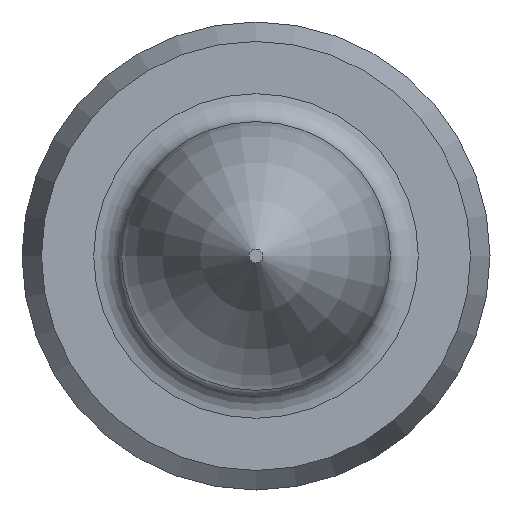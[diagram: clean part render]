
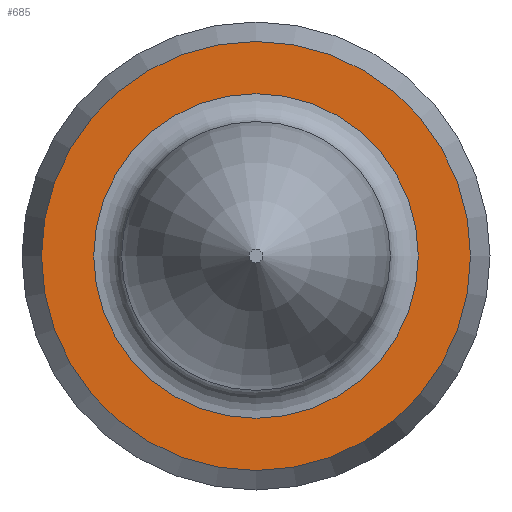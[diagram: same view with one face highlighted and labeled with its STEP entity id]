
A CAD part, left-side view. The second image highlights one B-rep face of the part: STEP entity #685.
In plain terms, the highlighted planar face has unit normal (-1, 0, 0).
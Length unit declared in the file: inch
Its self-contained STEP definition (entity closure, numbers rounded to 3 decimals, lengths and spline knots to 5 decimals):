
#2 = CARTESIAN_POINT ( 'NONE',  ( 0., 0.01165, 0. ) ) ;
#4 = ORIENTED_EDGE ( 'NONE', *, *, #601, .T. ) ;
#82 = DIRECTION ( 'NONE',  ( 1., 0., 0. ) ) ;
#108 = VERTEX_POINT ( 'NONE', #532 ) ;
#168 = CIRCLE ( 'NONE', #499, 0.01165 ) ;
#210 = PLANE ( 'NONE',  #881 ) ;
#247 = CIRCLE ( 'NONE', #527, 0.0154 ) ;
#261 = EDGE_LOOP ( 'NONE', ( #763 ) ) ;
#341 = CARTESIAN_POINT ( 'NONE',  ( 0., -0.0154, 0. ) ) ;
#417 = EDGE_LOOP ( 'NONE', ( #4 ) ) ;
#428 = DIRECTION ( 'NONE',  ( 0., -1., 0. ) ) ;
#490 = DIRECTION ( 'NONE',  ( -1., 0., 0. ) ) ;
#499 = AXIS2_PLACEMENT_3D ( 'NONE', #728, #799, #648 ) ;
#521 = FACE_OUTER_BOUND ( 'NONE', #417, .T. ) ;
#527 = AXIS2_PLACEMENT_3D ( 'NONE', #568, #490, #428 ) ;
#532 = CARTESIAN_POINT ( 'NONE',  ( 0., -0.01165, 0. ) ) ;
#568 = CARTESIAN_POINT ( 'NONE',  ( 0., 0., 0. ) ) ;
#601 = EDGE_CURVE ( 'NONE', #602, #602, #247, .T. ) ;
#602 = VERTEX_POINT ( 'NONE', #341 ) ;
#636 = DIRECTION ( 'NONE',  ( 0., 1., 0. ) ) ;
#648 = DIRECTION ( 'NONE',  ( 0., -1., 0. ) ) ;
#685 = ADVANCED_FACE ( 'NONE', ( #813, #521 ), #210, .F. ) ;
#698 = EDGE_CURVE ( 'NONE', #108, #108, #168, .T. ) ;
#728 = CARTESIAN_POINT ( 'NONE',  ( 0., 0., 0. ) ) ;
#763 = ORIENTED_EDGE ( 'NONE', *, *, #698, .F. ) ;
#799 = DIRECTION ( 'NONE',  ( -1., 0., 0. ) ) ;
#813 = FACE_BOUND ( 'NONE', #261, .T. ) ;
#881 = AXIS2_PLACEMENT_3D ( 'NONE', #2, #82, #636 ) ;
